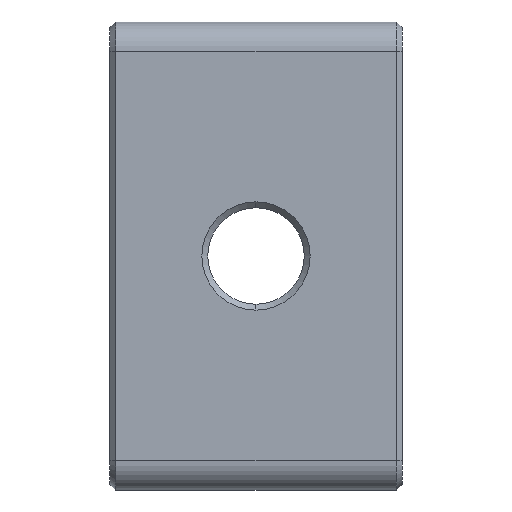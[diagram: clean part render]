
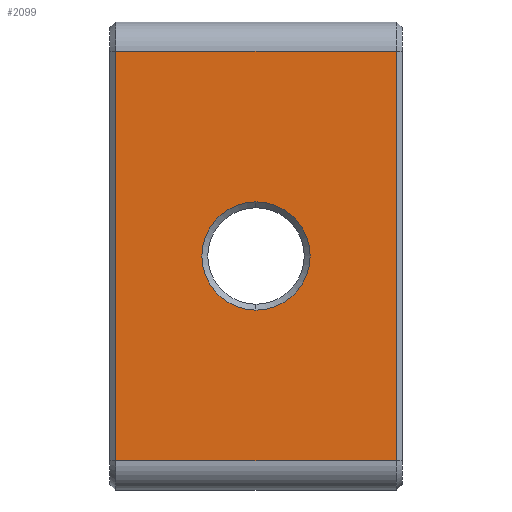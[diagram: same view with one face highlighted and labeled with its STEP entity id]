
A CAD part, left-side view. The second image highlights one B-rep face of the part: STEP entity #2099.
In plain terms, the highlighted planar face has unit normal (-1, 0, 0).
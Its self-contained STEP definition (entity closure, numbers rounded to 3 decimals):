
#51 = DIRECTION ( 'NONE',  ( 1., 0., 0. ) ) ;
#225 = AXIS2_PLACEMENT_3D ( 'NONE', #1732, #534, #511 ) ;
#299 = LINE ( 'NONE', #1806, #853 ) ;
#486 = CARTESIAN_POINT ( 'NONE',  ( 0., 0., 1.85 ) ) ;
#497 = CARTESIAN_POINT ( 'NONE',  ( 0., 5., -8. ) ) ;
#510 = ORIENTED_EDGE ( 'NONE', *, *, #1869, .T. ) ;
#511 = DIRECTION ( 'NONE',  ( 0., 0., -1. ) ) ;
#534 = DIRECTION ( 'NONE',  ( 1., 0., 0. ) ) ;
#558 = CARTESIAN_POINT ( 'NONE',  ( 0., -4.8, -8. ) ) ;
#621 = CARTESIAN_POINT ( 'NONE',  ( 0., 5., -7. ) ) ;
#625 = EDGE_CURVE ( 'NONE', #1124, #1071, #2591, .T. ) ;
#639 = CIRCLE ( 'NONE', #225, 1.85 ) ;
#657 = CARTESIAN_POINT ( 'NONE',  ( 0., 4.8, 7. ) ) ;
#709 = AXIS2_PLACEMENT_3D ( 'NONE', #497, #2257, #1049 ) ;
#767 = EDGE_CURVE ( 'NONE', #1754, #2052, #2283, .T. ) ;
#853 = VECTOR ( 'NONE', #2027, 1000. ) ;
#956 = ORIENTED_EDGE ( 'NONE', *, *, #1731, .T. ) ;
#970 = ORIENTED_EDGE ( 'NONE', *, *, #2136, .T. ) ;
#1020 = EDGE_LOOP ( 'NONE', ( #970, #2044 ) ) ;
#1034 = ORIENTED_EDGE ( 'NONE', *, *, #1933, .T. ) ;
#1049 = DIRECTION ( 'NONE',  ( 0., 0., -1. ) ) ;
#1071 = VERTEX_POINT ( 'NONE', #1187 ) ;
#1082 = VECTOR ( 'NONE', #1161, 1000. ) ;
#1097 = VERTEX_POINT ( 'NONE', #1770 ) ;
#1124 = VERTEX_POINT ( 'NONE', #2565 ) ;
#1161 = DIRECTION ( 'NONE',  ( 0., 0., 1. ) ) ;
#1187 = CARTESIAN_POINT ( 'NONE',  ( 0., -4.8, 7. ) ) ;
#1253 = CARTESIAN_POINT ( 'NONE',  ( 0., 0., 0. ) ) ;
#1396 = LINE ( 'NONE', #621, #2249 ) ;
#1403 = VERTEX_POINT ( 'NONE', #657 ) ;
#1439 = DIRECTION ( 'NONE',  ( 0., 0., -1. ) ) ;
#1453 = EDGE_LOOP ( 'NONE', ( #510, #2270, #956, #1034 ) ) ;
#1731 = EDGE_CURVE ( 'NONE', #1071, #1403, #2522, .T. ) ;
#1732 = CARTESIAN_POINT ( 'NONE',  ( 0., 0., 0. ) ) ;
#1754 = VERTEX_POINT ( 'NONE', #2575 ) ;
#1770 = CARTESIAN_POINT ( 'NONE',  ( 0., 4.8, -7. ) ) ;
#1796 = VECTOR ( 'NONE', #2602, 1000. ) ;
#1806 = CARTESIAN_POINT ( 'NONE',  ( 0., 4.8, -7. ) ) ;
#1869 = EDGE_CURVE ( 'NONE', #1097, #1124, #1396, .T. ) ;
#1933 = EDGE_CURVE ( 'NONE', #1403, #1097, #299, .T. ) ;
#1964 = FACE_BOUND ( 'NONE', #1020, .T. ) ;
#2024 = FACE_OUTER_BOUND ( 'NONE', #1453, .T. ) ;
#2027 = DIRECTION ( 'NONE',  ( 0., 0., -1. ) ) ;
#2044 = ORIENTED_EDGE ( 'NONE', *, *, #767, .T. ) ;
#2052 = VERTEX_POINT ( 'NONE', #486 ) ;
#2099 = ADVANCED_FACE ( 'NONE', ( #1964, #2024 ), #2460, .F. ) ;
#2136 = EDGE_CURVE ( 'NONE', #2052, #1754, #639, .T. ) ;
#2209 = CARTESIAN_POINT ( 'NONE',  ( 0., 5., 7. ) ) ;
#2249 = VECTOR ( 'NONE', #2378, 1000. ) ;
#2257 = DIRECTION ( 'NONE',  ( 1., 0., 0. ) ) ;
#2270 = ORIENTED_EDGE ( 'NONE', *, *, #625, .T. ) ;
#2283 = CIRCLE ( 'NONE', #2296, 1.85 ) ;
#2296 = AXIS2_PLACEMENT_3D ( 'NONE', #1253, #51, #1439 ) ;
#2378 = DIRECTION ( 'NONE',  ( 0., -1., 0. ) ) ;
#2460 = PLANE ( 'NONE',  #709 ) ;
#2522 = LINE ( 'NONE', #2209, #1796 ) ;
#2565 = CARTESIAN_POINT ( 'NONE',  ( 0., -4.8, -7. ) ) ;
#2575 = CARTESIAN_POINT ( 'NONE',  ( 0., 0., -1.85 ) ) ;
#2591 = LINE ( 'NONE', #558, #1082 ) ;
#2602 = DIRECTION ( 'NONE',  ( 0., 1., 0. ) ) ;
